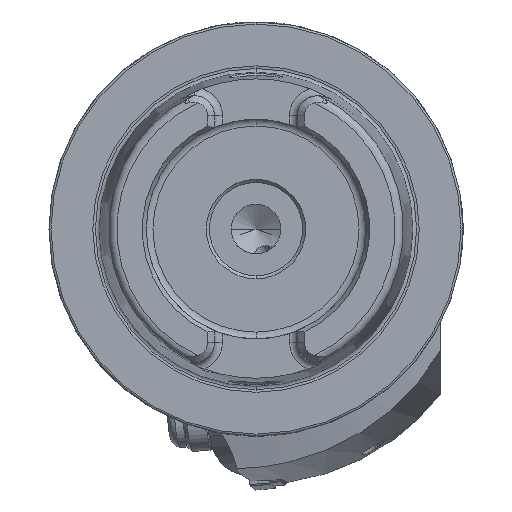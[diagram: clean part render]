
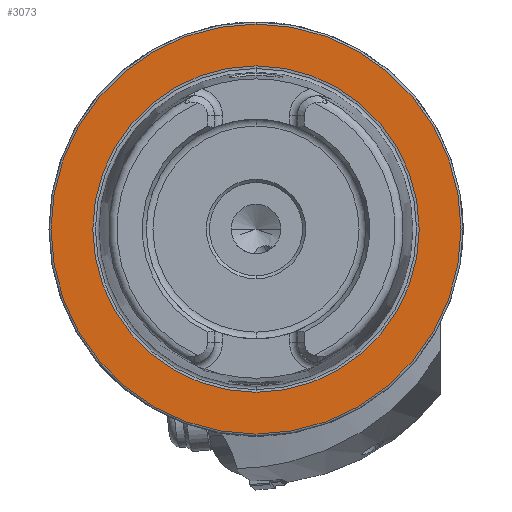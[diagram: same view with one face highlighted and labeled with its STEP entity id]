
A CAD part, left-side view. The second image highlights one B-rep face of the part: STEP entity #3073.
In plain terms, the highlighted planar face has unit normal (-1, 0, 0).
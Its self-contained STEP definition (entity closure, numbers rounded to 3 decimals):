
#1870 = DIRECTION ( 'NONE',  ( -1., 0., 0. ) ) ;
#2471 = DIRECTION ( 'NONE',  ( 0., 0., 1. ) ) ;
#2966 = ORIENTED_EDGE ( 'NONE', *, *, #15399, .F. ) ;
#3048 = DIRECTION ( 'NONE',  ( 1., 0., 0. ) ) ;
#3073 = ADVANCED_FACE ( 'NONE', ( #9562, #11558 ), #6023, .F. ) ;
#3152 = EDGE_CURVE ( 'NONE', #7433, #5128, #3969, .T. ) ;
#3780 = DIRECTION ( 'NONE',  ( -1., 0., 0. ) ) ;
#3969 = CIRCLE ( 'NONE', #6799, 49.5 ) ;
#4551 = CARTESIAN_POINT ( 'NONE',  ( 0., 0., 0. ) ) ;
#5128 = VERTEX_POINT ( 'NONE', #14357 ) ;
#5524 = CARTESIAN_POINT ( 'NONE',  ( 0., 0., 0. ) ) ;
#5777 = CARTESIAN_POINT ( 'NONE',  ( 0., 0., 39.405 ) ) ;
#6023 = PLANE ( 'NONE',  #15064 ) ;
#6210 = VERTEX_POINT ( 'NONE', #15375 ) ;
#6213 = DIRECTION ( 'NONE',  ( -1., 0., 0. ) ) ;
#6369 = EDGE_CURVE ( 'NONE', #11182, #6210, #16981, .T. ) ;
#6799 = AXIS2_PLACEMENT_3D ( 'NONE', #8953, #6213, #13261 ) ;
#6872 = EDGE_LOOP ( 'NONE', ( #13882, #2966 ) ) ;
#7433 = VERTEX_POINT ( 'NONE', #14118 ) ;
#7689 = ORIENTED_EDGE ( 'NONE', *, *, #3152, .T. ) ;
#7921 = AXIS2_PLACEMENT_3D ( 'NONE', #5524, #14016, #2471 ) ;
#8953 = CARTESIAN_POINT ( 'NONE',  ( 0., 0., 0. ) ) ;
#9115 = CIRCLE ( 'NONE', #18289, 39.405 ) ;
#9116 = DIRECTION ( 'NONE',  ( 0., 0., 1. ) ) ;
#9562 = FACE_BOUND ( 'NONE', #6872, .T. ) ;
#9622 = CARTESIAN_POINT ( 'NONE',  ( 0., 0., 0. ) ) ;
#11182 = VERTEX_POINT ( 'NONE', #5777 ) ;
#11558 = FACE_OUTER_BOUND ( 'NONE', #15413, .T. ) ;
#12952 = CIRCLE ( 'NONE', #7921, 49.5 ) ;
#13077 = CARTESIAN_POINT ( 'NONE',  ( 0., 49.5, 0. ) ) ;
#13261 = DIRECTION ( 'NONE',  ( 0., 0., 1. ) ) ;
#13694 = ORIENTED_EDGE ( 'NONE', *, *, #14546, .T. ) ;
#13747 = DIRECTION ( 'NONE',  ( 0., 0., 1. ) ) ;
#13882 = ORIENTED_EDGE ( 'NONE', *, *, #6369, .F. ) ;
#14016 = DIRECTION ( 'NONE',  ( -1., 0., 0. ) ) ;
#14118 = CARTESIAN_POINT ( 'NONE',  ( 0., 0., -49.5 ) ) ;
#14357 = CARTESIAN_POINT ( 'NONE',  ( 0., 0., 49.5 ) ) ;
#14546 = EDGE_CURVE ( 'NONE', #5128, #7433, #12952, .T. ) ;
#14865 = AXIS2_PLACEMENT_3D ( 'NONE', #4551, #1870, #9116 ) ;
#15064 = AXIS2_PLACEMENT_3D ( 'NONE', #13077, #3048, #16000 ) ;
#15375 = CARTESIAN_POINT ( 'NONE',  ( 0., 0., -39.405 ) ) ;
#15399 = EDGE_CURVE ( 'NONE', #6210, #11182, #9115, .T. ) ;
#15413 = EDGE_LOOP ( 'NONE', ( #13694, #7689 ) ) ;
#16000 = DIRECTION ( 'NONE',  ( 0., 0., -1. ) ) ;
#16981 = CIRCLE ( 'NONE', #14865, 39.405 ) ;
#18289 = AXIS2_PLACEMENT_3D ( 'NONE', #9622, #3780, #13747 ) ;
